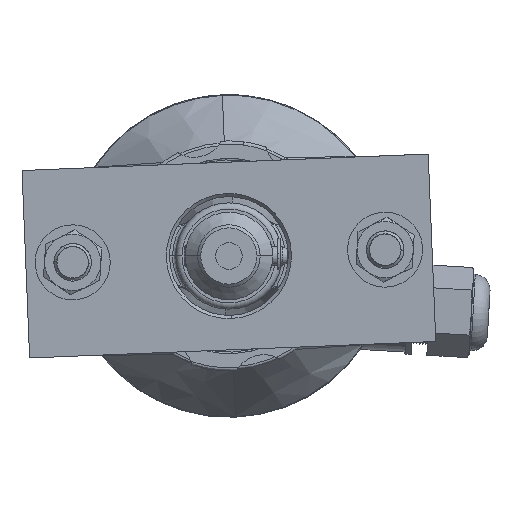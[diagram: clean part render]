
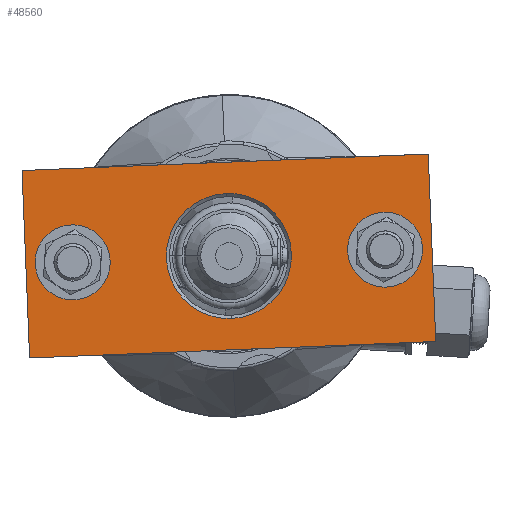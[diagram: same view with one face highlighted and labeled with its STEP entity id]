
A CAD part, front view. The second image highlights one B-rep face of the part: STEP entity #48560.
In plain terms, the highlighted face is planar.
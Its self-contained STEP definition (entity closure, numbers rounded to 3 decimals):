
#5598 = CARTESIAN_POINT ( 'NONE',  ( 0., 15., 20. ) ) ;
#5599 = CARTESIAN_POINT ( 'NONE',  ( 0., 15., -20. ) ) ;
#5609 = CARTESIAN_POINT ( 'NONE',  ( -50., 15., -6.1 ) ) ;
#5610 = CARTESIAN_POINT ( 'NONE',  ( 65., 15., 30. ) ) ;
#5618 = CARTESIAN_POINT ( 'NONE',  ( 50., 15., -6.1 ) ) ;
#5621 = CARTESIAN_POINT ( 'NONE',  ( 50., 15., 6.1 ) ) ;
#5624 = CARTESIAN_POINT ( 'NONE',  ( -50., 15., 6.1 ) ) ;
#5630 = CARTESIAN_POINT ( 'NONE',  ( 65., 15., -30. ) ) ;
#5633 = CARTESIAN_POINT ( 'NONE',  ( -65., 15., -30. ) ) ;
#5634 = CARTESIAN_POINT ( 'NONE',  ( -65., 15., 30. ) ) ;
#8486 = VERTEX_POINT ( 'NONE', #5598 ) ;
#8488 = VERTEX_POINT ( 'NONE', #5599 ) ;
#8508 = VERTEX_POINT ( 'NONE', #5609 ) ;
#8510 = VERTEX_POINT ( 'NONE', #5610 ) ;
#8525 = VERTEX_POINT ( 'NONE', #5618 ) ;
#8532 = VERTEX_POINT ( 'NONE', #5621 ) ;
#8537 = VERTEX_POINT ( 'NONE', #5624 ) ;
#8548 = VERTEX_POINT ( 'NONE', #5630 ) ;
#8553 = VERTEX_POINT ( 'NONE', #5633 ) ;
#8555 = VERTEX_POINT ( 'NONE', #5634 ) ;
#11474 = CIRCLE ( 'NONE', #52772, 20. ) ;
#20625 = CARTESIAN_POINT ( 'NONE',  ( 50., 15., 0. ) ) ;
#20626 = DIRECTION ( 'NONE',  ( 0., 1., 0. ) ) ;
#20627 = DIRECTION ( 'NONE',  ( 0., 0., 1. ) ) ;
#20656 = CARTESIAN_POINT ( 'NONE',  ( -50., 15., 0. ) ) ;
#20657 = DIRECTION ( 'NONE',  ( 0., 1., 0. ) ) ;
#20658 = DIRECTION ( 'NONE',  ( 0., 0., -1. ) ) ;
#20676 = CARTESIAN_POINT ( 'NONE',  ( 65., 15., -30. ) ) ;
#20677 = CARTESIAN_POINT ( 'NONE',  ( -50., 15., 0. ) ) ;
#20678 = DIRECTION ( 'NONE',  ( 0., 1., 0. ) ) ;
#20679 = DIRECTION ( 'NONE',  ( 0., 0., -1. ) ) ;
#20684 = CARTESIAN_POINT ( 'NONE',  ( 0., 15., 0. ) ) ;
#20685 = DIRECTION ( 'NONE',  ( 0., -1., 0. ) ) ;
#20686 = DIRECTION ( 'NONE',  ( 0., 0., -1. ) ) ;
#20687 = CARTESIAN_POINT ( 'NONE',  ( 65., 15., -30. ) ) ;
#20688 = CARTESIAN_POINT ( 'NONE',  ( 50., 15., 0. ) ) ;
#20689 = DIRECTION ( 'NONE',  ( 0., 1., 0. ) ) ;
#20691 = DIRECTION ( 'NONE',  ( 0., 0., 1. ) ) ;
#20695 = DIRECTION ( 'NONE',  ( 0., 0., -1. ) ) ;
#20697 = DIRECTION ( 'NONE',  ( -1., 0., 0. ) ) ;
#20704 = CARTESIAN_POINT ( 'NONE',  ( -65., 15., -30. ) ) ;
#20706 = CARTESIAN_POINT ( 'NONE',  ( 65., 15., 30. ) ) ;
#20711 = DIRECTION ( 'NONE',  ( 0., 0., 1. ) ) ;
#20718 = DIRECTION ( 'NONE',  ( 1., 0., 0. ) ) ;
#23423 = CARTESIAN_POINT ( 'NONE',  ( 0., 15., 0. ) ) ;
#23425 = DIRECTION ( 'NONE',  ( 0., -1., 0. ) ) ;
#23427 = DIRECTION ( 'NONE',  ( 0., 0., -1. ) ) ;
#27115 = FACE_OUTER_BOUND ( 'NONE', #42707, .T. ) ;
#27116 = FACE_BOUND ( 'NONE', #42700, .T. ) ;
#27117 = FACE_BOUND ( 'NONE', #42699, .T. ) ;
#27120 = FACE_BOUND ( 'NONE', #42701, .T. ) ;
#34119 = ORIENTED_EDGE ( 'NONE', *, *, #49796, .T. ) ;
#34120 = ORIENTED_EDGE ( 'NONE', *, *, #44027, .T. ) ;
#34121 = ORIENTED_EDGE ( 'NONE', *, *, #43986, .F. ) ;
#34122 = ORIENTED_EDGE ( 'NONE', *, *, #44029, .F. ) ;
#34123 = ORIENTED_EDGE ( 'NONE', *, *, #44031, .T. ) ;
#34124 = ORIENTED_EDGE ( 'NONE', *, *, #44034, .T. ) ;
#34125 = ORIENTED_EDGE ( 'NONE', *, *, #44036, .T. ) ;
#34126 = ORIENTED_EDGE ( 'NONE', *, *, #44038, .T. ) ;
#34127 = ORIENTED_EDGE ( 'NONE', *, *, #44001, .F. ) ;
#34128 = ORIENTED_EDGE ( 'NONE', *, *, #44023, .F. ) ;
#39548 = AXIS2_PLACEMENT_3D ( 'NONE', #20625, #20626, #20627 ) ;
#39549 = AXIS2_PLACEMENT_3D ( 'NONE', #20656, #20657, #20658 ) ;
#39553 = AXIS2_PLACEMENT_3D ( 'NONE', #20677, #20678, #20679 ) ;
#39555 = AXIS2_PLACEMENT_3D ( 'NONE', #20684, #20685, #20686 ) ;
#39556 = AXIS2_PLACEMENT_3D ( 'NONE', #20688, #20689, #20691 ) ;
#41620 = CIRCLE ( 'NONE', #39549, 6.1 ) ;
#41621 = CIRCLE ( 'NONE', #39548, 6.1 ) ;
#41649 = CIRCLE ( 'NONE', #39553, 6.1 ) ;
#41650 = CIRCLE ( 'NONE', #39556, 6.1 ) ;
#41651 = CIRCLE ( 'NONE', #39555, 20. ) ;
#41653 = VECTOR ( 'NONE', #20711, 1000. ) ;
#41654 = LINE ( 'NONE', #20704, #41653 ) ;
#41655 = LINE ( 'NONE', #20676, #41656 ) ;
#41656 = VECTOR ( 'NONE', #20695, 1000. ) ;
#41658 = LINE ( 'NONE', #20687, #41659 ) ;
#41659 = VECTOR ( 'NONE', #20697, 1000. ) ;
#41660 = LINE ( 'NONE', #20706, #41662 ) ;
#41662 = VECTOR ( 'NONE', #20718, 1000. ) ;
#42699 = EDGE_LOOP ( 'NONE', ( #34127, #34128 ) ) ;
#42700 = EDGE_LOOP ( 'NONE', ( #34119, #34120 ) ) ;
#42701 = EDGE_LOOP ( 'NONE', ( #34121, #34122 ) ) ;
#42707 = EDGE_LOOP ( 'NONE', ( #34123, #34124, #34125, #34126 ) ) ;
#43986 = EDGE_CURVE ( 'NONE', #8525, #8532, #41621, .T. ) ;
#44001 = EDGE_CURVE ( 'NONE', #8508, #8537, #41620, .T. ) ;
#44023 = EDGE_CURVE ( 'NONE', #8537, #8508, #41649, .T. ) ;
#44027 = EDGE_CURVE ( 'NONE', #8488, #8486, #41651, .T. ) ;
#44029 = EDGE_CURVE ( 'NONE', #8532, #8525, #41650, .T. ) ;
#44031 = EDGE_CURVE ( 'NONE', #8510, #8548, #41655, .T. ) ;
#44034 = EDGE_CURVE ( 'NONE', #8548, #8553, #41658, .T. ) ;
#44036 = EDGE_CURVE ( 'NONE', #8553, #8555, #41654, .T. ) ;
#44038 = EDGE_CURVE ( 'NONE', #8555, #8510, #41660, .T. ) ;
#48560 = ADVANCED_FACE ( 'NONE', ( #27116, #27120, #27115, #27117 ), #51834, .F. ) ;
#49796 = EDGE_CURVE ( 'NONE', #8486, #8488, #11474, .T. ) ;
#51832 = DIRECTION ( 'NONE',  ( 0., -1., 0. ) ) ;
#51834 = PLANE ( 'NONE',  #52264 ) ;
#51838 = CARTESIAN_POINT ( 'NONE',  ( 0., 15., 0. ) ) ;
#51843 = DIRECTION ( 'NONE',  ( 0., 0., -1. ) ) ;
#52264 = AXIS2_PLACEMENT_3D ( 'NONE', #51838, #51832, #51843 ) ;
#52772 = AXIS2_PLACEMENT_3D ( 'NONE', #23423, #23425, #23427 ) ;
